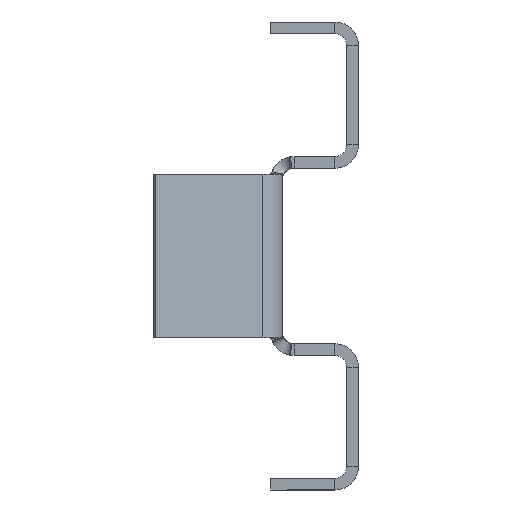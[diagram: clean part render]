
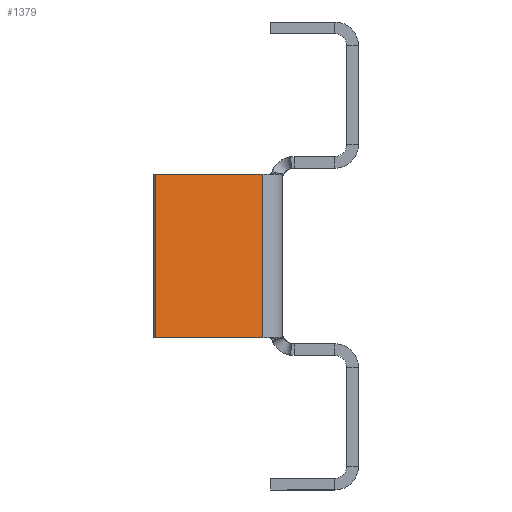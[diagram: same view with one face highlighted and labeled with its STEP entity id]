
A CAD part, left-side view. The second image highlights one B-rep face of the part: STEP entity #1379.
In plain terms, the highlighted planar face has unit normal (-0.985, -0.174, 0).
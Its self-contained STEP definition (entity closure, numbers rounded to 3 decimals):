
#166 = LINE ( 'NONE', #621, #2029 ) ;
#254 = LINE ( 'NONE', #3082, #2328 ) ;
#312 = VERTEX_POINT ( 'NONE', #2699 ) ;
#321 = EDGE_LOOP ( 'NONE', ( #2009, #2078, #1817, #2824 ) ) ;
#491 = AXIS2_PLACEMENT_3D ( 'NONE', #554, #808, #2491 ) ;
#516 = VERTEX_POINT ( 'NONE', #3056 ) ;
#554 = CARTESIAN_POINT ( 'NONE',  ( -101.864, -17.961, 0. ) ) ;
#621 = CARTESIAN_POINT ( 'NONE',  ( -108.496, 19.654, -14. ) ) ;
#808 = DIRECTION ( 'NONE',  ( 0.985, 0.174, 0. ) ) ;
#810 = VECTOR ( 'NONE', #1669, 1000. ) ;
#987 = EDGE_CURVE ( 'NONE', #516, #2965, #166, .T. ) ;
#1222 = VECTOR ( 'NONE', #1915, 1000. ) ;
#1348 = FACE_OUTER_BOUND ( 'NONE', #321, .T. ) ;
#1379 = ADVANCED_FACE ( 'NONE', ( #1348 ), #2024, .F. ) ;
#1416 = LINE ( 'NONE', #2604, #1222 ) ;
#1590 = CARTESIAN_POINT ( 'NONE',  ( -105.261, 1.305, 14. ) ) ;
#1669 = DIRECTION ( 'NONE',  ( 0., 0., 1. ) ) ;
#1774 = VERTEX_POINT ( 'NONE', #1590 ) ;
#1817 = ORIENTED_EDGE ( 'NONE', *, *, #1906, .F. ) ;
#1886 = EDGE_CURVE ( 'NONE', #1774, #516, #1416, .T. ) ;
#1906 = EDGE_CURVE ( 'NONE', #2965, #312, #2492, .T. ) ;
#1915 = DIRECTION ( 'NONE',  ( 0., 0., -1. ) ) ;
#1922 = DIRECTION ( 'NONE',  ( 0.174, -0.985, 0. ) ) ;
#2009 = ORIENTED_EDGE ( 'NONE', *, *, #1886, .F. ) ;
#2024 = PLANE ( 'NONE',  #491 ) ;
#2029 = VECTOR ( 'NONE', #2082, 1000. ) ;
#2078 = ORIENTED_EDGE ( 'NONE', *, *, #2607, .F. ) ;
#2082 = DIRECTION ( 'NONE',  ( -0.174, 0.985, 0. ) ) ;
#2296 = CARTESIAN_POINT ( 'NONE',  ( -108.496, 19.654, -14. ) ) ;
#2328 = VECTOR ( 'NONE', #1922, 1000. ) ;
#2491 = DIRECTION ( 'NONE',  ( 0.174, -0.985, 0. ) ) ;
#2492 = LINE ( 'NONE', #2835, #810 ) ;
#2604 = CARTESIAN_POINT ( 'NONE',  ( -105.261, 1.305, 0. ) ) ;
#2607 = EDGE_CURVE ( 'NONE', #312, #1774, #254, .T. ) ;
#2699 = CARTESIAN_POINT ( 'NONE',  ( -108.496, 19.654, 14. ) ) ;
#2824 = ORIENTED_EDGE ( 'NONE', *, *, #987, .F. ) ;
#2835 = CARTESIAN_POINT ( 'NONE',  ( -108.496, 19.654, 14. ) ) ;
#2965 = VERTEX_POINT ( 'NONE', #2296 ) ;
#3056 = CARTESIAN_POINT ( 'NONE',  ( -105.261, 1.305, -14. ) ) ;
#3082 = CARTESIAN_POINT ( 'NONE',  ( -104.97, -0.347, 14. ) ) ;
